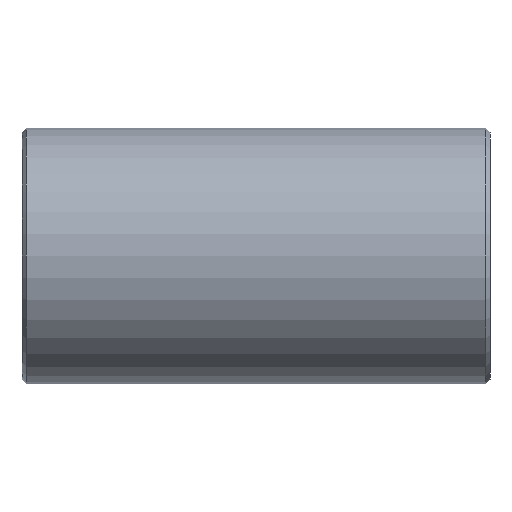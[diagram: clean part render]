
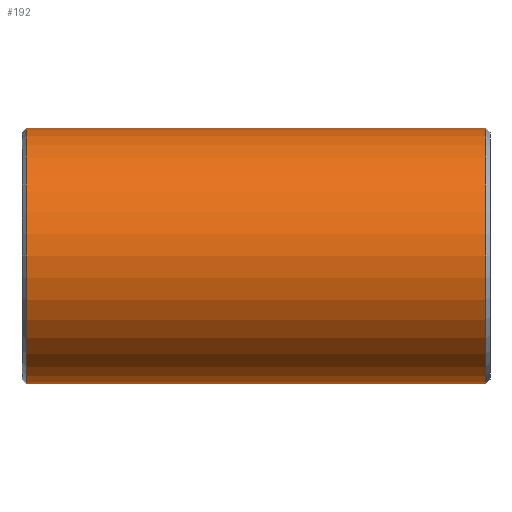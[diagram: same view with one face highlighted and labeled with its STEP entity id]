
A CAD part, front view. The second image highlights one B-rep face of the part: STEP entity #192.
In plain terms, the highlighted cylindrical face has radius 57.15 mm (diameter 114.3 mm), a partial arc.
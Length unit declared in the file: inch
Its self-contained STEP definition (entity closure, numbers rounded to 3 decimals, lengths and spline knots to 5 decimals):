
#20 = EDGE_CURVE ( 'NONE', #653, #287, #294, .T. ) ;
#124 = ORIENTED_EDGE ( 'NONE', *, *, #544, .T. ) ;
#144 = CARTESIAN_POINT ( 'NONE',  ( -4.041, 0., 0. ) ) ;
#175 = CIRCLE ( 'NONE', #429, 2.25 ) ;
#192 = ADVANCED_FACE ( 'NONE', ( #794 ), #466, .T. ) ;
#213 = DIRECTION ( 'NONE',  ( -1., 0., 0. ) ) ;
#214 = AXIS2_PLACEMENT_3D ( 'NONE', #732, #529, #283 ) ;
#224 = CARTESIAN_POINT ( 'NONE',  ( 4.12, 0., -2.25 ) ) ;
#251 = EDGE_CURVE ( 'NONE', #260, #711, #344, .T. ) ;
#254 = EDGE_LOOP ( 'NONE', ( #396, #615, #411, #124 ) ) ;
#260 = VERTEX_POINT ( 'NONE', #789 ) ;
#271 = AXIS2_PLACEMENT_3D ( 'NONE', #559, #297, #542 ) ;
#283 = DIRECTION ( 'NONE',  ( 0., 0., 1. ) ) ;
#287 = VERTEX_POINT ( 'NONE', #534 ) ;
#294 = LINE ( 'NONE', #734, #359 ) ;
#295 = CARTESIAN_POINT ( 'NONE',  ( -4.041, 0., -2.25 ) ) ;
#297 = DIRECTION ( 'NONE',  ( -1., 0., 0. ) ) ;
#344 = LINE ( 'NONE', #224, #707 ) ;
#359 = VECTOR ( 'NONE', #213, 39.37008 ) ;
#396 = ORIENTED_EDGE ( 'NONE', *, *, #251, .F. ) ;
#411 = ORIENTED_EDGE ( 'NONE', *, *, #20, .T. ) ;
#429 = AXIS2_PLACEMENT_3D ( 'NONE', #144, #584, #780 ) ;
#466 = CYLINDRICAL_SURFACE ( 'NONE', #214, 2.25 ) ;
#529 = DIRECTION ( 'NONE',  ( -1., 0., 0. ) ) ;
#534 = CARTESIAN_POINT ( 'NONE',  ( -4.041, 0., 2.25 ) ) ;
#542 = DIRECTION ( 'NONE',  ( 0., 0., -1. ) ) ;
#544 = EDGE_CURVE ( 'NONE', #287, #711, #175, .T. ) ;
#547 = CIRCLE ( 'NONE', #271, 2.25 ) ;
#559 = CARTESIAN_POINT ( 'NONE',  ( 4.041, 0., 0. ) ) ;
#584 = DIRECTION ( 'NONE',  ( 1., 0., 0. ) ) ;
#596 = DIRECTION ( 'NONE',  ( -1., 0., 0. ) ) ;
#615 = ORIENTED_EDGE ( 'NONE', *, *, #829, .T. ) ;
#617 = CARTESIAN_POINT ( 'NONE',  ( 4.041, 0., 2.25 ) ) ;
#653 = VERTEX_POINT ( 'NONE', #617 ) ;
#707 = VECTOR ( 'NONE', #596, 39.37008 ) ;
#711 = VERTEX_POINT ( 'NONE', #295 ) ;
#732 = CARTESIAN_POINT ( 'NONE',  ( 4.12, 0., 0. ) ) ;
#734 = CARTESIAN_POINT ( 'NONE',  ( 4.12, 0., 2.25 ) ) ;
#780 = DIRECTION ( 'NONE',  ( 0., 0., 1. ) ) ;
#789 = CARTESIAN_POINT ( 'NONE',  ( 4.041, 0., -2.25 ) ) ;
#794 = FACE_OUTER_BOUND ( 'NONE', #254, .T. ) ;
#829 = EDGE_CURVE ( 'NONE', #260, #653, #547, .T. ) ;
